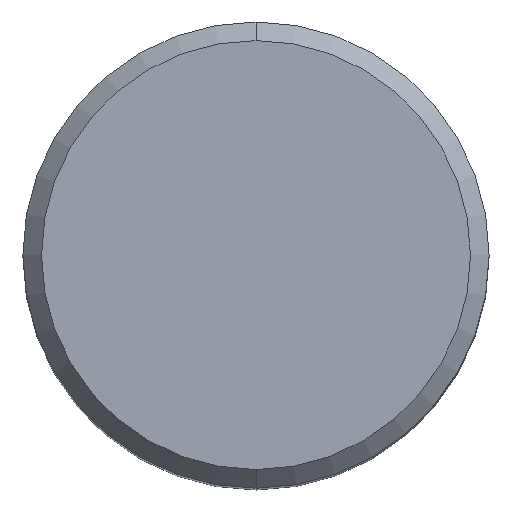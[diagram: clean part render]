
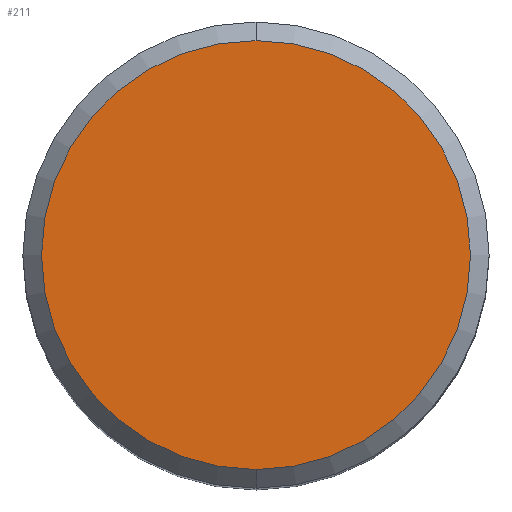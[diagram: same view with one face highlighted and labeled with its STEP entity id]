
A CAD part, top view. The second image highlights one B-rep face of the part: STEP entity #211.
In plain terms, the highlighted planar face has unit normal (0, 0, 1).
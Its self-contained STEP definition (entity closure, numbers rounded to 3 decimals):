
#195=VERTEX_POINT('',#508);
#211=ADVANCED_FACE('',(#524),#525,.T.);
#251=VERTEX_POINT('',#569);
#293=EDGE_CURVE('',#195,#251,#614,.T.);
#455=EDGE_CURVE('',#251,#195,#792,.T.);
#508=CARTESIAN_POINT('',(0.,-11.5,0.0));
#524=FACE_OUTER_BOUND('',#880,.T.);
#525=PLANE('',#881);
#569=CARTESIAN_POINT('',(0.0,11.5,0.0));
#614=CIRCLE('',#1110,11.5);
#792=CIRCLE('',#1570,11.5);
#880=EDGE_LOOP('',(#1685,#1686));
#881=AXIS2_PLACEMENT_3D('',#1687,#1688,#1689);
#1110=AXIS2_PLACEMENT_3D('',#1778,#1779,#1780);
#1570=AXIS2_PLACEMENT_3D('',#1961,#1962,#1963);
#1685=ORIENTED_EDGE('',*,*,#455,.F.);
#1686=ORIENTED_EDGE('',*,*,#293,.F.);
#1687=CARTESIAN_POINT('',(0.0,5.75,0.0));
#1688=DIRECTION('',(-0.0,0.0,1.0));
#1689=DIRECTION('',(0.0,-1.0,0.0));
#1778=CARTESIAN_POINT('',(0.0,0.0,0.0));
#1779=DIRECTION('',(0.0,0.0,-1.0));
#1780=DIRECTION('',(0.0,1.0,0.0));
#1961=CARTESIAN_POINT('',(0.0,0.0,0.0));
#1962=DIRECTION('',(0.0,0.0,-1.0));
#1963=DIRECTION('',(0.0,1.0,0.0));
